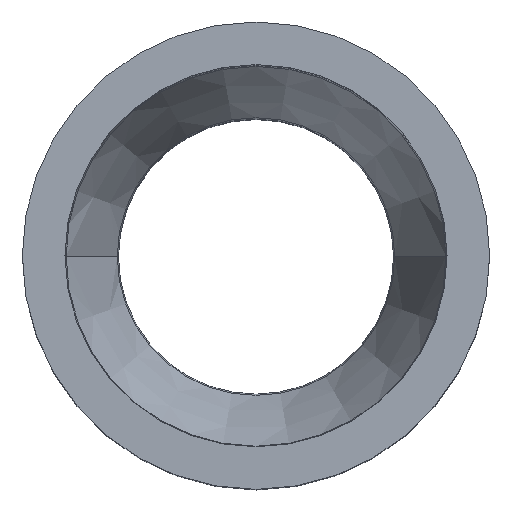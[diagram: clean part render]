
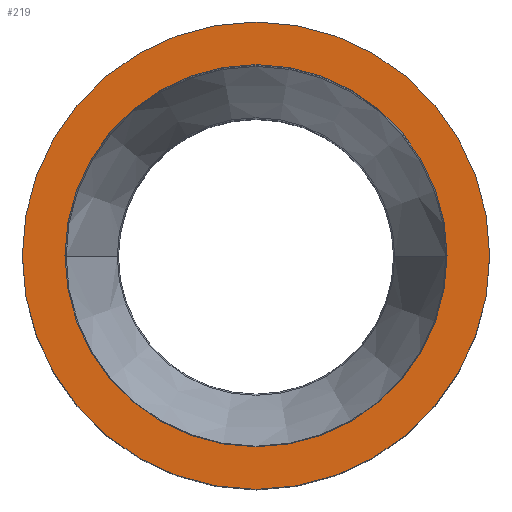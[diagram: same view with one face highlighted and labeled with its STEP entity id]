
A CAD part, top view. The second image highlights one B-rep face of the part: STEP entity #219.
In plain terms, the highlighted planar face has unit normal (0, 0, 1).
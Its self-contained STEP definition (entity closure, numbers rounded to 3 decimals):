
#4 = ORIENTED_EDGE ( 'NONE', *, *, #478, .F. ) ;
#31 = DIRECTION ( 'NONE',  ( 1., 0., 0. ) ) ;
#63 = ORIENTED_EDGE ( 'NONE', *, *, #556, .T. ) ;
#91 = VERTEX_POINT ( 'NONE', #116 ) ;
#94 = AXIS2_PLACEMENT_3D ( 'NONE', #238, #493, #31 ) ;
#116 = CARTESIAN_POINT ( 'NONE',  ( 62.5, 0., 111.203 ) ) ;
#122 = CARTESIAN_POINT ( 'NONE',  ( 0., 0., 111.203 ) ) ;
#146 = VERTEX_POINT ( 'NONE', #162 ) ;
#162 = CARTESIAN_POINT ( 'NONE',  ( -51.1, 0., 111.203 ) ) ;
#167 = CARTESIAN_POINT ( 'NONE',  ( 0., 0., 111.203 ) ) ;
#178 = CIRCLE ( 'NONE', #237, 51.1 ) ;
#193 = CIRCLE ( 'NONE', #604, 62.5 ) ;
#219 = ADVANCED_FACE ( 'NONE', ( #294, #636 ), #289, .T. ) ;
#237 = AXIS2_PLACEMENT_3D ( 'NONE', #122, #469, #525 ) ;
#238 = CARTESIAN_POINT ( 'NONE',  ( -51.1, 0., 111.203 ) ) ;
#250 = DIRECTION ( 'NONE',  ( -1., 0., 0. ) ) ;
#261 = CARTESIAN_POINT ( 'NONE',  ( 0., 0., 111.203 ) ) ;
#263 = DIRECTION ( 'NONE',  ( -1., 0., 0. ) ) ;
#270 = CARTESIAN_POINT ( 'NONE',  ( 0., 0., 111.203 ) ) ;
#278 = CIRCLE ( 'NONE', #644, 62.5 ) ;
#285 = CARTESIAN_POINT ( 'NONE',  ( 51.1, 0., 111.203 ) ) ;
#289 = PLANE ( 'NONE',  #94 ) ;
#292 = AXIS2_PLACEMENT_3D ( 'NONE', #167, #420, #263 ) ;
#294 = FACE_BOUND ( 'NONE', #534, .T. ) ;
#299 = DIRECTION ( 'NONE',  ( 0., 0., -1. ) ) ;
#310 = EDGE_LOOP ( 'NONE', ( #4, #391 ) ) ;
#357 = VERTEX_POINT ( 'NONE', #285 ) ;
#370 = DIRECTION ( 'NONE',  ( 0., 0., -1. ) ) ;
#391 = ORIENTED_EDGE ( 'NONE', *, *, #523, .F. ) ;
#411 = DIRECTION ( 'NONE',  ( -1., 0., 0. ) ) ;
#417 = CARTESIAN_POINT ( 'NONE',  ( -62.5, 0., 111.203 ) ) ;
#420 = DIRECTION ( 'NONE',  ( 0., 0., -1. ) ) ;
#469 = DIRECTION ( 'NONE',  ( 0., 0., -1. ) ) ;
#478 = EDGE_CURVE ( 'NONE', #576, #91, #193, .T. ) ;
#493 = DIRECTION ( 'NONE',  ( 0., 0., 1. ) ) ;
#509 = ORIENTED_EDGE ( 'NONE', *, *, #595, .T. ) ;
#523 = EDGE_CURVE ( 'NONE', #91, #576, #278, .T. ) ;
#525 = DIRECTION ( 'NONE',  ( -1., 0., 0. ) ) ;
#534 = EDGE_LOOP ( 'NONE', ( #63, #509 ) ) ;
#556 = EDGE_CURVE ( 'NONE', #146, #357, #571, .T. ) ;
#571 = CIRCLE ( 'NONE', #292, 51.1 ) ;
#576 = VERTEX_POINT ( 'NONE', #417 ) ;
#595 = EDGE_CURVE ( 'NONE', #357, #146, #178, .T. ) ;
#604 = AXIS2_PLACEMENT_3D ( 'NONE', #261, #299, #250 ) ;
#636 = FACE_OUTER_BOUND ( 'NONE', #310, .T. ) ;
#644 = AXIS2_PLACEMENT_3D ( 'NONE', #270, #370, #411 ) ;
